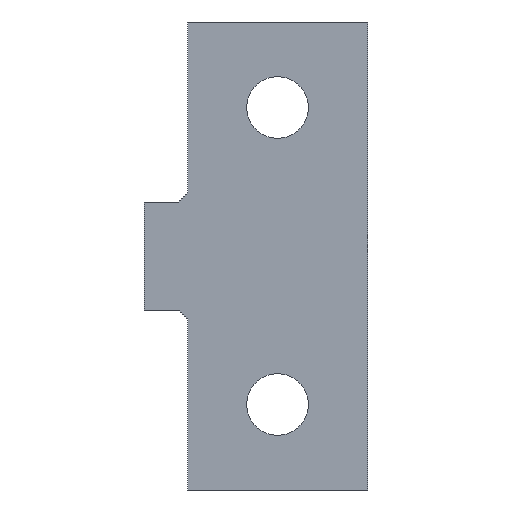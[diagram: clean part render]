
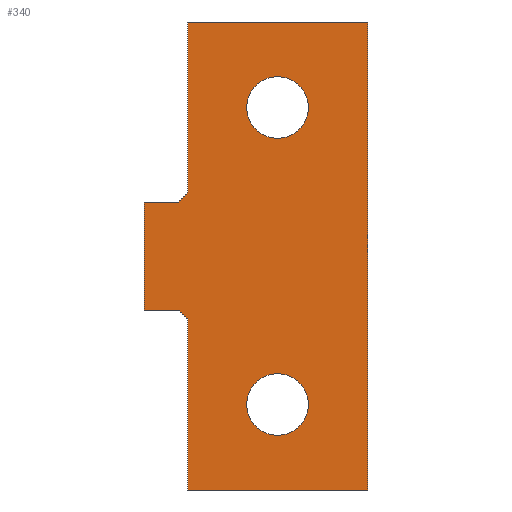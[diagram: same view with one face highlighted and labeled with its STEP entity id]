
A CAD part, front view. The second image highlights one B-rep face of the part: STEP entity #340.
In plain terms, the highlighted planar face has unit normal (0, -1, 0).
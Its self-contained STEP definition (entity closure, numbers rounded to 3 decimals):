
#229=AXIS2_PLACEMENT_3D('Plane Axis2P3D',#226,#227,#228) ;
#306=AXIS2_PLACEMENT_3D('Circle Axis2P3D',#304,#305,$) ;
#315=AXIS2_PLACEMENT_3D('Circle Axis2P3D',#313,#314,$) ;
#324=AXIS2_PLACEMENT_3D('Circle Axis2P3D',#322,#323,$) ;
#333=AXIS2_PLACEMENT_3D('Circle Axis2P3D',#331,#332,$) ;
#200=CARTESIAN_POINT('Line Origine',(-8.717,0.,-6.5)) ;
#204=CARTESIAN_POINT('Vertex',(-9.217,0.,-6.)) ;
#206=CARTESIAN_POINT('Vertex',(-8.217,0.,-7.)) ;
#226=CARTESIAN_POINT('Axis2P3D Location',(0.,0.,6.)) ;
#231=CARTESIAN_POINT('Line Origine',(1.783,0.,26.)) ;
#235=CARTESIAN_POINT('Vertex',(-8.217,0.,26.)) ;
#237=CARTESIAN_POINT('Vertex',(11.783,0.,26.)) ;
#240=CARTESIAN_POINT('Line Origine',(-8.217,0.,16.5)) ;
#244=CARTESIAN_POINT('Vertex',(-8.217,0.,7.)) ;
#247=CARTESIAN_POINT('Line Origine',(-8.717,0.,6.5)) ;
#251=CARTESIAN_POINT('Vertex',(-9.217,0.,6.)) ;
#254=CARTESIAN_POINT('Line Origine',(-11.109,0.,6.)) ;
#258=CARTESIAN_POINT('Vertex',(-13.,0.,6.)) ;
#261=CARTESIAN_POINT('Line Origine',(-13.,0.,0.)) ;
#265=CARTESIAN_POINT('Vertex',(-13.,0.,-6.)) ;
#268=CARTESIAN_POINT('Line Origine',(-11.109,0.,-6.)) ;
#273=CARTESIAN_POINT('Line Origine',(-8.217,0.,-16.5)) ;
#277=CARTESIAN_POINT('Vertex',(-8.217,0.,-26.)) ;
#280=CARTESIAN_POINT('Line Origine',(1.783,0.,-26.)) ;
#284=CARTESIAN_POINT('Vertex',(11.783,0.,-26.)) ;
#287=CARTESIAN_POINT('Line Origine',(11.783,0.,0.)) ;
#304=CARTESIAN_POINT('Axis2P3D Location',(1.783,0.,16.5)) ;
#308=CARTESIAN_POINT('Vertex',(5.212,0.,16.5)) ;
#310=CARTESIAN_POINT('Vertex',(-1.646,0.,16.5)) ;
#313=CARTESIAN_POINT('Axis2P3D Location',(1.783,0.,16.5)) ;
#322=CARTESIAN_POINT('Axis2P3D Location',(1.783,0.,-16.5)) ;
#326=CARTESIAN_POINT('Vertex',(5.212,0.,-16.5)) ;
#328=CARTESIAN_POINT('Vertex',(-1.646,0.,-16.5)) ;
#331=CARTESIAN_POINT('Axis2P3D Location',(1.783,0.,-16.5)) ;
#201=DIRECTION('Vector Direction',(0.707,0.,-0.707)) ;
#227=DIRECTION('Axis2P3D Direction',(0.,-1.,0.)) ;
#228=DIRECTION('Axis2P3D XDirection',(0.,0.,-1.)) ;
#232=DIRECTION('Vector Direction',(-1.,0.,0.)) ;
#241=DIRECTION('Vector Direction',(0.,0.,-1.)) ;
#248=DIRECTION('Vector Direction',(-0.707,0.,-0.707)) ;
#255=DIRECTION('Vector Direction',(1.,0.,0.)) ;
#262=DIRECTION('Vector Direction',(0.,0.,-1.)) ;
#269=DIRECTION('Vector Direction',(1.,0.,0.)) ;
#274=DIRECTION('Vector Direction',(0.,0.,-1.)) ;
#281=DIRECTION('Vector Direction',(1.,0.,0.)) ;
#288=DIRECTION('Vector Direction',(0.,0.,1.)) ;
#305=DIRECTION('Axis2P3D Direction',(0.,-1.,0.)) ;
#314=DIRECTION('Axis2P3D Direction',(0.,-1.,0.)) ;
#323=DIRECTION('Axis2P3D Direction',(0.,-1.,0.)) ;
#332=DIRECTION('Axis2P3D Direction',(0.,-1.,0.)) ;
#202=VECTOR('Line Direction',#201,1.) ;
#233=VECTOR('Line Direction',#232,1.) ;
#242=VECTOR('Line Direction',#241,1.) ;
#249=VECTOR('Line Direction',#248,1.) ;
#256=VECTOR('Line Direction',#255,1.) ;
#263=VECTOR('Line Direction',#262,1.) ;
#270=VECTOR('Line Direction',#269,1.) ;
#275=VECTOR('Line Direction',#274,1.) ;
#282=VECTOR('Line Direction',#281,1.) ;
#289=VECTOR('Line Direction',#288,1.) ;
#293=ORIENTED_EDGE('',*,*,#239,.F.) ;
#294=ORIENTED_EDGE('',*,*,#246,.F.) ;
#295=ORIENTED_EDGE('',*,*,#253,.T.) ;
#296=ORIENTED_EDGE('',*,*,#260,.F.) ;
#297=ORIENTED_EDGE('',*,*,#267,.T.) ;
#298=ORIENTED_EDGE('',*,*,#272,.T.) ;
#299=ORIENTED_EDGE('',*,*,#208,.T.) ;
#300=ORIENTED_EDGE('',*,*,#279,.F.) ;
#301=ORIENTED_EDGE('',*,*,#286,.F.) ;
#302=ORIENTED_EDGE('',*,*,#291,.F.) ;
#319=ORIENTED_EDGE('',*,*,#312,.T.) ;
#320=ORIENTED_EDGE('',*,*,#317,.T.) ;
#337=ORIENTED_EDGE('',*,*,#330,.F.) ;
#338=ORIENTED_EDGE('',*,*,#335,.F.) ;
#321=FACE_BOUND('',#318,.T.) ;
#339=FACE_BOUND('',#336,.T.) ;
#340=ADVANCED_FACE('PartBody',(#303,#321,#339),#230,.T.) ;
#307=CIRCLE('generated circle',#306,3.429) ;
#316=CIRCLE('generated circle',#315,3.429) ;
#325=CIRCLE('generated circle',#324,3.429) ;
#334=CIRCLE('generated circle',#333,3.429) ;
#208=EDGE_CURVE('',#205,#207,#203,.T.) ;
#239=EDGE_CURVE('',#236,#238,#234,.F.) ;
#246=EDGE_CURVE('',#245,#236,#243,.F.) ;
#253=EDGE_CURVE('',#245,#252,#250,.T.) ;
#260=EDGE_CURVE('',#259,#252,#257,.T.) ;
#267=EDGE_CURVE('',#259,#266,#264,.T.) ;
#272=EDGE_CURVE('',#266,#205,#271,.T.) ;
#279=EDGE_CURVE('',#278,#207,#276,.F.) ;
#286=EDGE_CURVE('',#285,#278,#283,.F.) ;
#291=EDGE_CURVE('',#238,#285,#290,.F.) ;
#312=EDGE_CURVE('',#309,#311,#307,.F.) ;
#317=EDGE_CURVE('',#311,#309,#316,.F.) ;
#330=EDGE_CURVE('',#327,#329,#325,.T.) ;
#335=EDGE_CURVE('',#329,#327,#334,.T.) ;
#292=EDGE_LOOP('',(#293,#294,#295,#296,#297,#298,#299,#300,#301,#302)) ;
#318=EDGE_LOOP('',(#319,#320)) ;
#336=EDGE_LOOP('',(#337,#338)) ;
#303=FACE_OUTER_BOUND('',#292,.T.) ;
#203=LINE('Line',#200,#202) ;
#234=LINE('Line',#231,#233) ;
#243=LINE('Line',#240,#242) ;
#250=LINE('Line',#247,#249) ;
#257=LINE('Line',#254,#256) ;
#264=LINE('Line',#261,#263) ;
#271=LINE('Line',#268,#270) ;
#276=LINE('Line',#273,#275) ;
#283=LINE('Line',#280,#282) ;
#290=LINE('Line',#287,#289) ;
#230=PLANE('',#229) ;
#205=VERTEX_POINT('',#204) ;
#207=VERTEX_POINT('',#206) ;
#236=VERTEX_POINT('',#235) ;
#238=VERTEX_POINT('',#237) ;
#245=VERTEX_POINT('',#244) ;
#252=VERTEX_POINT('',#251) ;
#259=VERTEX_POINT('',#258) ;
#266=VERTEX_POINT('',#265) ;
#278=VERTEX_POINT('',#277) ;
#285=VERTEX_POINT('',#284) ;
#309=VERTEX_POINT('',#308) ;
#311=VERTEX_POINT('',#310) ;
#327=VERTEX_POINT('',#326) ;
#329=VERTEX_POINT('',#328) ;
